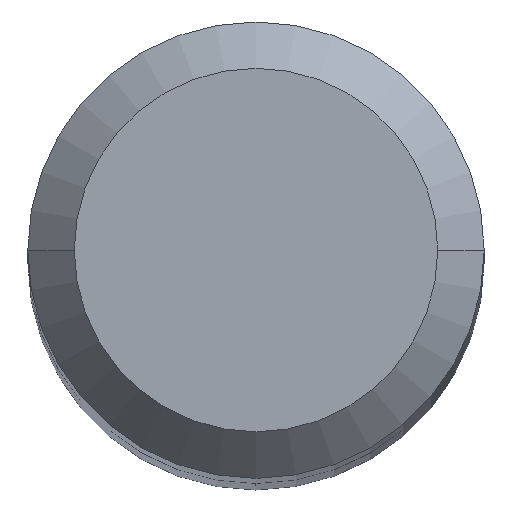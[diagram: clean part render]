
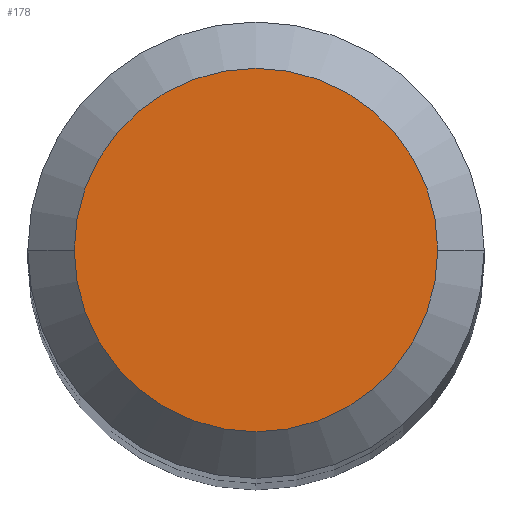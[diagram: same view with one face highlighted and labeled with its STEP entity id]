
A CAD part, top view. The second image highlights one B-rep face of the part: STEP entity #178.
In plain terms, the highlighted planar face has unit normal (0, 0, 1).
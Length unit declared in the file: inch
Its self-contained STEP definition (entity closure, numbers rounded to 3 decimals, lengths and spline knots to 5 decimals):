
#27 = DIRECTION ( 'NONE',  ( -1., 0., 0. ) ) ;
#28 = AXIS2_PLACEMENT_3D ( 'NONE', #59, #32, #120 ) ;
#32 = DIRECTION ( 'NONE',  ( 0., 0., 1. ) ) ;
#42 = AXIS2_PLACEMENT_3D ( 'NONE', #61, #151, #27 ) ;
#59 = CARTESIAN_POINT ( 'NONE',  ( 0., 0., 0. ) ) ;
#61 = CARTESIAN_POINT ( 'NONE',  ( 0., 0., 0. ) ) ;
#120 = DIRECTION ( 'NONE',  ( 1., 0., 0. ) ) ;
#139 = CARTESIAN_POINT ( 'NONE',  ( -0.1223, 0., 0. ) ) ;
#142 = CIRCLE ( 'NONE', #384, 0.1223 ) ;
#147 = EDGE_CURVE ( 'NONE', #359, #219, #215, .T. ) ;
#151 = DIRECTION ( 'NONE',  ( 0., 0., -1. ) ) ;
#154 = EDGE_LOOP ( 'NONE', ( #224, #216 ) ) ;
#170 = EDGE_CURVE ( 'NONE', #219, #359, #142, .T. ) ;
#178 = ADVANCED_FACE ( 'NONE', ( #239 ), #324, .F. ) ;
#213 = DIRECTION ( 'NONE',  ( 0., 0., 1. ) ) ;
#215 = CIRCLE ( 'NONE', #28, 0.1223 ) ;
#216 = ORIENTED_EDGE ( 'NONE', *, *, #170, .T. ) ;
#219 = VERTEX_POINT ( 'NONE', #339 ) ;
#224 = ORIENTED_EDGE ( 'NONE', *, *, #147, .T. ) ;
#239 = FACE_OUTER_BOUND ( 'NONE', #154, .T. ) ;
#324 = PLANE ( 'NONE',  #42 ) ;
#325 = CARTESIAN_POINT ( 'NONE',  ( 0., 0., 0. ) ) ;
#330 = DIRECTION ( 'NONE',  ( 1., 0., 0. ) ) ;
#339 = CARTESIAN_POINT ( 'NONE',  ( 0.1223, 0., 0. ) ) ;
#359 = VERTEX_POINT ( 'NONE', #139 ) ;
#384 = AXIS2_PLACEMENT_3D ( 'NONE', #325, #213, #330 ) ;
